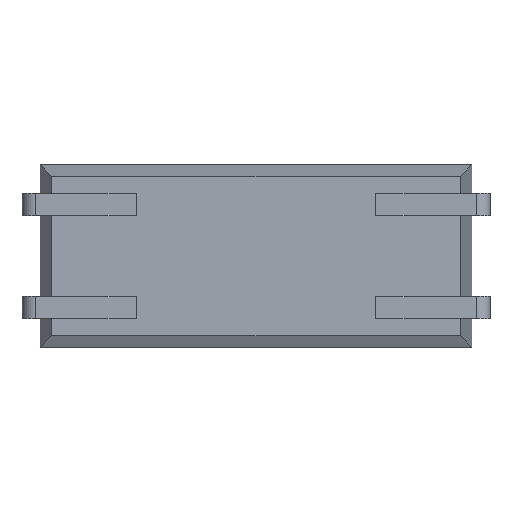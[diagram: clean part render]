
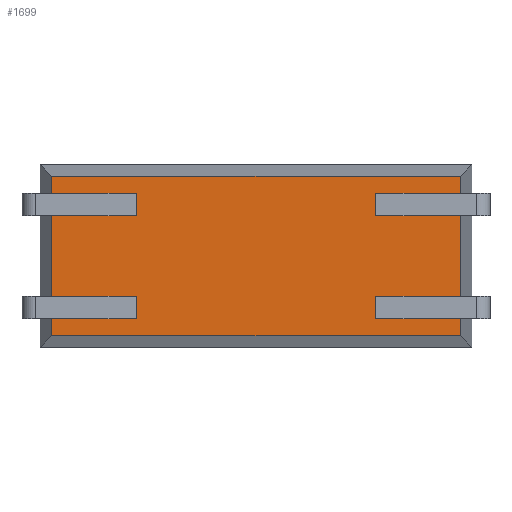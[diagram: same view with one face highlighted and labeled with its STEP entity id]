
A CAD part, front view. The second image highlights one B-rep face of the part: STEP entity #1699.
In plain terms, the highlighted planar face has unit normal (0, -1, 0).
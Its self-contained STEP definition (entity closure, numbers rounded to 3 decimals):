
#47 = VERTEX_POINT ( 'NONE', #1435 ) ;
#247 = DIRECTION ( 'NONE',  ( 1., 0., 0. ) ) ;
#255 = CARTESIAN_POINT ( 'NONE',  ( -4.8, 0.45, 1.77 ) ) ;
#270 = EDGE_CURVE ( 'NONE', #1521, #47, #477, .T. ) ;
#379 = CARTESIAN_POINT ( 'NONE',  ( -4.54, 0.45, -1.77 ) ) ;
#385 = CARTESIAN_POINT ( 'NONE',  ( 4.8, 0.45, -1.77 ) ) ;
#472 = FACE_OUTER_BOUND ( 'NONE', #523, .T. ) ;
#477 = LINE ( 'NONE', #255, #1276 ) ;
#523 = EDGE_LOOP ( 'NONE', ( #1910, #2035, #772, #1681 ) ) ;
#564 = EDGE_CURVE ( 'NONE', #1564, #1270, #1725, .T. ) ;
#588 = PLANE ( 'NONE',  #1283 ) ;
#625 = LINE ( 'NONE', #1655, #1452 ) ;
#676 = DIRECTION ( 'NONE',  ( -1., 0., 0. ) ) ;
#748 = DIRECTION ( 'NONE',  ( 0., 0., 1. ) ) ;
#772 = ORIENTED_EDGE ( 'NONE', *, *, #270, .F. ) ;
#811 = CARTESIAN_POINT ( 'NONE',  ( -4.54, 0.45, -2.03 ) ) ;
#1247 = DIRECTION ( 'NONE',  ( 0., -1., 0. ) ) ;
#1270 = VERTEX_POINT ( 'NONE', #379 ) ;
#1276 = VECTOR ( 'NONE', #247, 1000. ) ;
#1283 = AXIS2_PLACEMENT_3D ( 'NONE', #1427, #1247, #748 ) ;
#1331 = VECTOR ( 'NONE', #676, 1000. ) ;
#1344 = CARTESIAN_POINT ( 'NONE',  ( -4.54, 0.45, 1.77 ) ) ;
#1392 = EDGE_CURVE ( 'NONE', #47, #1564, #625, .T. ) ;
#1427 = CARTESIAN_POINT ( 'NONE',  ( 0., 0.45, 0. ) ) ;
#1435 = CARTESIAN_POINT ( 'NONE',  ( 4.54, 0.45, 1.77 ) ) ;
#1452 = VECTOR ( 'NONE', #1981, 1000. ) ;
#1505 = EDGE_CURVE ( 'NONE', #1270, #1521, #2030, .T. ) ;
#1509 = DIRECTION ( 'NONE',  ( 0., 0., 1. ) ) ;
#1521 = VERTEX_POINT ( 'NONE', #1344 ) ;
#1564 = VERTEX_POINT ( 'NONE', #1783 ) ;
#1655 = CARTESIAN_POINT ( 'NONE',  ( 4.54, 0.45, 2.03 ) ) ;
#1681 = ORIENTED_EDGE ( 'NONE', *, *, #1505, .F. ) ;
#1699 = ADVANCED_FACE ( 'NONE', ( #472 ), #588, .T. ) ;
#1725 = LINE ( 'NONE', #385, #1331 ) ;
#1783 = CARTESIAN_POINT ( 'NONE',  ( 4.54, 0.45, -1.77 ) ) ;
#1864 = VECTOR ( 'NONE', #1509, 1000. ) ;
#1910 = ORIENTED_EDGE ( 'NONE', *, *, #564, .F. ) ;
#1981 = DIRECTION ( 'NONE',  ( 0., 0., -1. ) ) ;
#2030 = LINE ( 'NONE', #811, #1864 ) ;
#2035 = ORIENTED_EDGE ( 'NONE', *, *, #1392, .F. ) ;
